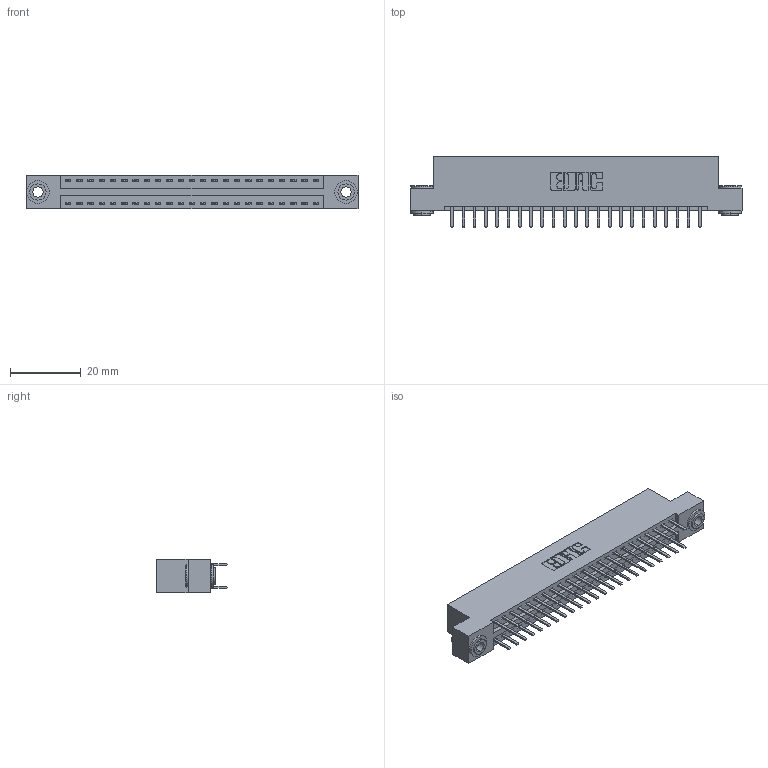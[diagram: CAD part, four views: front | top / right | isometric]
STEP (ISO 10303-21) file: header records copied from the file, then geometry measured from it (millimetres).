
FILE_DESCRIPTION (( 'STEP AP203' ), '1' );
FILE_NAME ('346-046-520-203.STEP', '2018-08-25T04:42:08', ( '' ), ( '' ), 'SwSTEP 2.0', 'SolidWorks 2016', '' );
FILE_SCHEMA (( 'CONFIG_CONTROL_DESIGN' ));
Length unit declared in the file: inch
Products named in the file (4): 346 Part_Flush Mounting Lugs - 0.156 Dia-TH; 345-292-001_345-293-120; 345-250-002_345-250-002-102; 346-046-520-203
Assembly tree (49 placements, depth 2):
  346-046-520-203
    346 Part_Flush Mounting Lugs - 0.156 Dia-TH
    345-292-001_345-293-120  x46
    345-250-002_345-250-002-102  x2
Bounding box: 93.6 x 20.02 x 9.4 mm (x, y, z)
Volume: 8978.7 mm3; surface area: 12209.9 mm2
Topology: 49 solids, 49 shells, 2736 faces, 7903 edges, 5142 vertices
Faces by surface type: plane 1788, cylinder 940, cone 8
Entity records: 18332 total; most frequent: CARTESIAN_POINT 3035, ORIENTED_EDGE 2950, DIRECTION 2745, EDGE_CURVE 1475, LINE 1223, VECTOR 1223, VERTEX_POINT 978, AXIS2_PLACEMENT_3D 761
